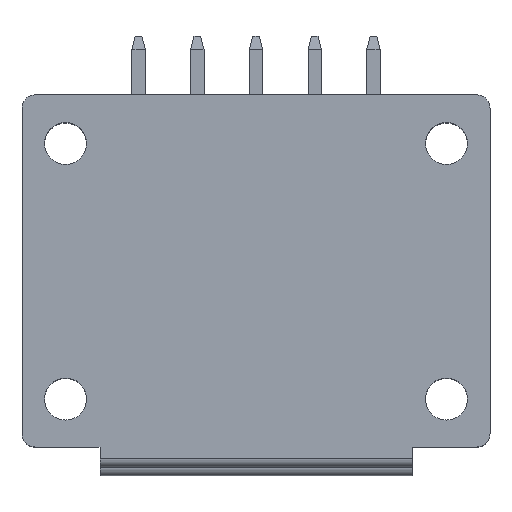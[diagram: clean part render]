
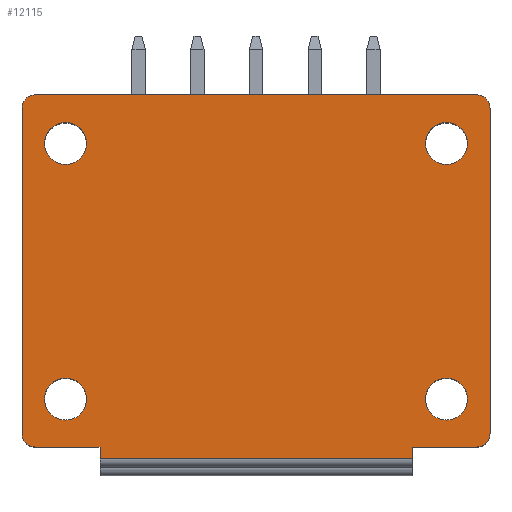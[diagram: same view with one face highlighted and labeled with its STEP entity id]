
A CAD part, top view. The second image highlights one B-rep face of the part: STEP entity #12115.
In plain terms, the highlighted planar face has unit normal (0, 0, 1).
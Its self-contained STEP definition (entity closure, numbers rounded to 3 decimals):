
#235=CARTESIAN_POINT('',(-20.8,-6.74,9.2));
#236=DIRECTION('',(0.,0.,-1.));
#237=DIRECTION('',(-1.,0.,0.));
#238=AXIS2_PLACEMENT_3D('',#235,#236,#237);
#240=CARTESIAN_POINT('',(-20.8,-6.74,9.2));
#241=DIRECTION('',(0.,0.,-1.));
#242=DIRECTION('',(1.,0.,0.));
#243=AXIS2_PLACEMENT_3D('',#240,#241,#242);
#245=CARTESIAN_POINT('',(-20.8,8.5,9.2));
#246=DIRECTION('',(0.,0.,-1.));
#247=DIRECTION('',(-1.,0.,0.));
#248=AXIS2_PLACEMENT_3D('',#245,#246,#247);
#250=CARTESIAN_POINT('',(-20.8,8.5,9.2));
#251=DIRECTION('',(0.,0.,-1.));
#252=DIRECTION('',(1.,0.,0.));
#253=AXIS2_PLACEMENT_3D('',#250,#251,#252);
#255=CARTESIAN_POINT('',(1.9,-6.74,9.2));
#256=DIRECTION('',(0.,0.,1.));
#257=DIRECTION('',(1.,0.,0.));
#258=AXIS2_PLACEMENT_3D('',#255,#256,#257);
#260=CARTESIAN_POINT('',(1.9,-6.74,9.2));
#261=DIRECTION('',(0.,0.,1.));
#262=DIRECTION('',(-1.,0.,0.));
#263=AXIS2_PLACEMENT_3D('',#260,#261,#262);
#265=CARTESIAN_POINT('',(1.9,8.5,9.2));
#266=DIRECTION('',(0.,0.,1.));
#267=DIRECTION('',(1.,0.,0.));
#268=AXIS2_PLACEMENT_3D('',#265,#266,#267);
#270=CARTESIAN_POINT('',(1.9,8.5,9.2));
#271=DIRECTION('',(0.,0.,1.));
#272=DIRECTION('',(-1.,0.,0.));
#273=AXIS2_PLACEMENT_3D('',#270,#271,#272);
#275=DIRECTION('',(0.,-1.,0.));
#276=VECTOR('',#275,0.7);
#277=CARTESIAN_POINT('',(-18.75,-9.6,9.2));
#278=LINE('',#277,#276);
#279=DIRECTION('',(1.,0.,0.));
#280=VECTOR('',#279,3.85);
#281=CARTESIAN_POINT('',(-22.6,-9.6,9.2));
#282=LINE('',#281,#280);
#283=CARTESIAN_POINT('',(-22.6,-8.8,9.2));
#284=DIRECTION('',(0.,0.,1.));
#285=DIRECTION('',(-1.,0.,0.));
#286=AXIS2_PLACEMENT_3D('',#283,#284,#285);
#288=CARTESIAN_POINT('',(-22.6,10.6,9.2));
#289=DIRECTION('',(0.,0.,1.));
#290=DIRECTION('',(0.,1.,0.));
#291=AXIS2_PLACEMENT_3D('',#288,#289,#290);
#293=CARTESIAN_POINT('',(3.7,10.6,9.2));
#294=DIRECTION('',(0.,0.,-1.));
#295=DIRECTION('',(0.,1.,0.));
#296=AXIS2_PLACEMENT_3D('',#293,#294,#295);
#298=CARTESIAN_POINT('',(3.7,-8.8,9.2));
#299=DIRECTION('',(0.,0.,-1.));
#300=DIRECTION('',(1.,0.,0.));
#301=AXIS2_PLACEMENT_3D('',#298,#299,#300);
#303=DIRECTION('',(-1.,0.,0.));
#304=VECTOR('',#303,3.85);
#305=CARTESIAN_POINT('',(3.7,-9.6,9.2));
#306=LINE('',#305,#304);
#307=DIRECTION('',(0.,-1.,0.));
#308=VECTOR('',#307,0.7);
#309=CARTESIAN_POINT('',(-0.15,-9.6,9.2));
#310=LINE('',#309,#308);
#4286=DIRECTION('',(0.,-1.,0.));
#4287=VECTOR('',#4286,19.4);
#4288=CARTESIAN_POINT('',(-23.4,10.6,9.2));
#4289=LINE('',#4288,#4287);
#4454=DIRECTION('',(-1.,0.,0.));
#4455=VECTOR('',#4454,26.3);
#4456=CARTESIAN_POINT('',(3.7,11.4,9.2));
#4457=LINE('',#4456,#4455);
#5106=DIRECTION('',(0.,1.,0.));
#5107=VECTOR('',#5106,19.4);
#5108=CARTESIAN_POINT('',(4.5,-8.8,9.2));
#5109=LINE('',#5108,#5107);
#5181=DIRECTION('',(-1.,0.,0.));
#5182=VECTOR('',#5181,18.6);
#5183=CARTESIAN_POINT('',(-0.15,-10.3,9.2));
#5184=LINE('',#5183,#5182);
#11464=CARTESIAN_POINT('',(-0.15,-10.3,9.2));
#11466=VERTEX_POINT('',#11464);
#11474=CARTESIAN_POINT('',(-18.75,-10.3,9.2));
#11476=VERTEX_POINT('',#11474);
#11732=CARTESIAN_POINT('',(3.15,8.5,9.2));
#11733=CARTESIAN_POINT('',(0.65,8.5,9.2));
#11734=VERTEX_POINT('',#11732);
#11735=VERTEX_POINT('',#11733);
#11736=CARTESIAN_POINT('',(3.15,-6.74,9.2));
#11737=CARTESIAN_POINT('',(0.65,-6.74,9.2));
#11738=VERTEX_POINT('',#11736);
#11739=VERTEX_POINT('',#11737);
#11740=CARTESIAN_POINT('',(3.7,11.4,9.2));
#11741=CARTESIAN_POINT('',(4.5,10.6,9.2));
#11742=VERTEX_POINT('',#11740);
#11743=VERTEX_POINT('',#11741);
#11744=CARTESIAN_POINT('',(4.5,-8.8,9.2));
#11745=CARTESIAN_POINT('',(3.7,-9.6,9.2));
#11746=VERTEX_POINT('',#11744);
#11747=VERTEX_POINT('',#11745);
#11748=CARTESIAN_POINT('',(-0.15,-9.6,9.2));
#11749=VERTEX_POINT('',#11748);
#11782=CARTESIAN_POINT('',(-22.05,8.5,9.2));
#11783=CARTESIAN_POINT('',(-19.55,8.5,9.2));
#11784=VERTEX_POINT('',#11782);
#11785=VERTEX_POINT('',#11783);
#11786=CARTESIAN_POINT('',(-22.05,-6.74,9.2));
#11787=CARTESIAN_POINT('',(-19.55,-6.74,9.2));
#11788=VERTEX_POINT('',#11786);
#11789=VERTEX_POINT('',#11787);
#11790=CARTESIAN_POINT('',(-22.6,11.4,9.2));
#11791=CARTESIAN_POINT('',(-23.4,10.6,9.2));
#11792=VERTEX_POINT('',#11790);
#11793=VERTEX_POINT('',#11791);
#11794=CARTESIAN_POINT('',(-23.4,-8.8,9.2));
#11795=CARTESIAN_POINT('',(-22.6,-9.6,9.2));
#11796=VERTEX_POINT('',#11794);
#11797=VERTEX_POINT('',#11795);
#11798=CARTESIAN_POINT('',(-18.75,-9.6,9.2));
#11799=VERTEX_POINT('',#11798);
#12062=CARTESIAN_POINT('',(0.,11.4,9.2));
#12063=DIRECTION('',(0.,0.,1.));
#12064=DIRECTION('',(0.,-1.,0.));
#12065=AXIS2_PLACEMENT_3D('',#12062,#12063,#12064);
#12066=PLANE('',#12065);
#12068=ORIENTED_EDGE('',*,*,#12067,.F.);
#12070=ORIENTED_EDGE('',*,*,#12069,.F.);
#12072=ORIENTED_EDGE('',*,*,#12071,.F.);
#12074=ORIENTED_EDGE('',*,*,#12073,.F.);
#12076=ORIENTED_EDGE('',*,*,#12075,.F.);
#12078=ORIENTED_EDGE('',*,*,#12077,.F.);
#12080=ORIENTED_EDGE('',*,*,#12079,.T.);
#12082=ORIENTED_EDGE('',*,*,#12081,.F.);
#12084=ORIENTED_EDGE('',*,*,#12083,.T.);
#12086=ORIENTED_EDGE('',*,*,#12085,.T.);
#12088=ORIENTED_EDGE('',*,*,#12087,.T.);
#12090=ORIENTED_EDGE('',*,*,#12089,.T.);
#12091=EDGE_LOOP('',(#12068,#12070,#12072,#12074,#12076,#12078,#12080,#12082,
#12084,#12086,#12088,#12090));
#12092=FACE_OUTER_BOUND('',#12091,.F.);
#12093=ORIENTED_EDGE('',*,*,#12042,.F.);
#12094=ORIENTED_EDGE('',*,*,#12056,.F.);
#12095=EDGE_LOOP('',(#12093,#12094));
#12096=FACE_BOUND('',#12095,.F.);
#12098=ORIENTED_EDGE('',*,*,#12097,.T.);
#12100=ORIENTED_EDGE('',*,*,#12099,.T.);
#12101=EDGE_LOOP('',(#12098,#12100));
#12102=FACE_BOUND('',#12101,.F.);
#12104=ORIENTED_EDGE('',*,*,#12103,.T.);
#12106=ORIENTED_EDGE('',*,*,#12105,.T.);
#12107=EDGE_LOOP('',(#12104,#12106));
#12108=FACE_BOUND('',#12107,.F.);
#12110=ORIENTED_EDGE('',*,*,#12109,.F.);
#12112=ORIENTED_EDGE('',*,*,#12111,.F.);
#12113=EDGE_LOOP('',(#12110,#12112));
#12114=FACE_BOUND('',#12113,.F.);
#12115=ADVANCED_FACE('',(#12092,#12096,#12102,#12108,#12114),#12066,.T.);
#239=CIRCLE('',#238,1.25);
#244=CIRCLE('',#243,1.25);
#249=CIRCLE('',#248,1.25);
#254=CIRCLE('',#253,1.25);
#259=CIRCLE('',#258,1.25);
#264=CIRCLE('',#263,1.25);
#269=CIRCLE('',#268,1.25);
#274=CIRCLE('',#273,1.25);
#287=CIRCLE('',#286,0.8);
#292=CIRCLE('',#291,0.8);
#297=CIRCLE('',#296,0.8);
#302=CIRCLE('',#301,0.8);
#12042=EDGE_CURVE('',#11784,#11785,#249,.T.);
#12056=EDGE_CURVE('',#11785,#11784,#254,.T.);
#12067=EDGE_CURVE('',#11799,#11476,#278,.T.);
#12069=EDGE_CURVE('',#11797,#11799,#282,.T.);
#12071=EDGE_CURVE('',#11796,#11797,#287,.T.);
#12073=EDGE_CURVE('',#11793,#11796,#4289,.T.);
#12075=EDGE_CURVE('',#11792,#11793,#292,.T.);
#12077=EDGE_CURVE('',#11742,#11792,#4457,.T.);
#12079=EDGE_CURVE('',#11742,#11743,#297,.T.);
#12081=EDGE_CURVE('',#11746,#11743,#5109,.T.);
#12083=EDGE_CURVE('',#11746,#11747,#302,.T.);
#12085=EDGE_CURVE('',#11747,#11749,#306,.T.);
#12087=EDGE_CURVE('',#11749,#11466,#310,.T.);
#12089=EDGE_CURVE('',#11466,#11476,#5184,.T.);
#12097=EDGE_CURVE('',#11738,#11739,#259,.T.);
#12099=EDGE_CURVE('',#11739,#11738,#264,.T.);
#12103=EDGE_CURVE('',#11734,#11735,#269,.T.);
#12105=EDGE_CURVE('',#11735,#11734,#274,.T.);
#12109=EDGE_CURVE('',#11788,#11789,#239,.T.);
#12111=EDGE_CURVE('',#11789,#11788,#244,.T.);
